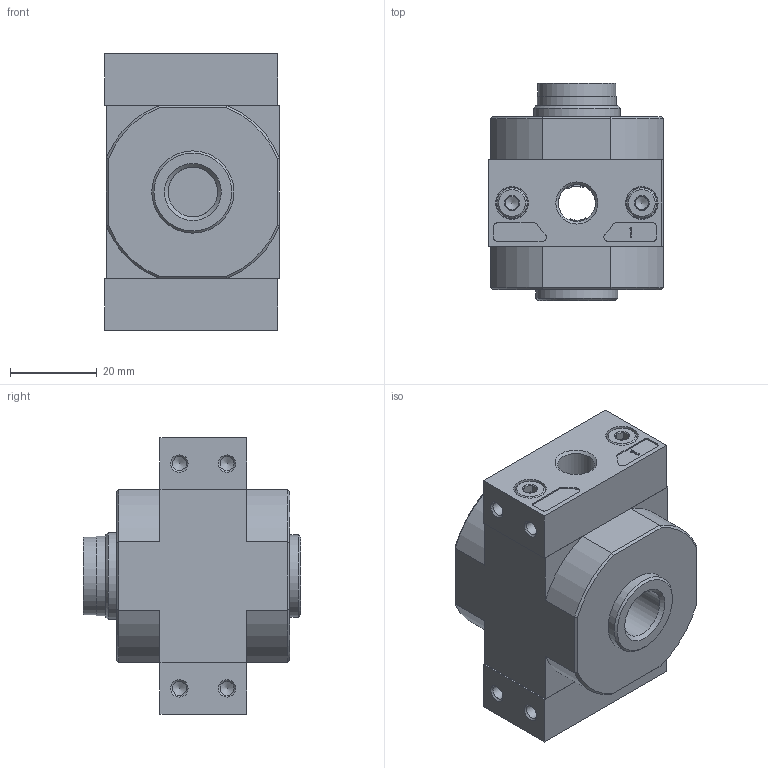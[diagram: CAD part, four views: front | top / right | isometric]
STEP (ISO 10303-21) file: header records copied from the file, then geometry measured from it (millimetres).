
FILE_DESCRIPTION(/* description */ ('STEP AP214'),/* implementation_level */ '2;1');
FILE_NAME(/* name */ '164949_FRM-1_8-D-MINI',/* time_stamp */ '2024-08-28T18:45:11+02:00',/* author */ ('License CC BY-ND 4.0'),/* organization */ ('CADENAS'),/* preprocessor_version */ 'ST-DEVELOPER v19.3',/* originating_system */ 'PARTsolutions',/* authorisation */ ' ');
FILE_SCHEMA (('AUTOMOTIVE_DESIGN {1 0 10303 214 3 1 1}'));
Length unit declared in the file: millimetre
Products named in the file (8): 164949 FRM-1/8-D-MINI; 724703 FRM-...-D-MINI; 359787 LF-D-MINI; 380287 PBL-1/8-D-MINI-R---(0) p1; DIN-912 - M4x16(F); 380285 PBL-1/8-D-MINI-L---(1) p1; DIN-908 G1/4A; 531772 OK-1/4
Assembly tree (11 placements, depth 2):
  164949 FRM-1/8-D-MINI
    724703 FRM-...-D-MINI
    359787 LF-D-MINI  x2
    380287 PBL-1/8-D-MINI-R---(0) p1
    DIN-912 - M4x16(F)  x4
    380285 PBL-1/8-D-MINI-L---(1) p1
    DIN-908 G1/4A
    531772 OK-1/4
Bounding box: 40.4 x 50.2 x 64 mm (x, y, z)
Volume: 70992.9 mm3; surface area: 26911.4 mm2
Topology: 11 solids, 12 shells, 368 faces, 803 edges, 487 vertices
Faces by surface type: plane 171, cone 107, cylinder 87, torus 3
Full cylindrical faces by diameter (mm): 3.242 x8, 4 x4, 5.2 x4, 6.3 x4, 6.5 x2, 7 x4, 7.9 x1, 8.566 x2, 10.6 x1, 11.445 x2, 11.6 x1, 12.01 x1, 12.2 x1, 13.157 x1, 13.3 x1, 15.6 x1, 15.7 x1, 16.2 x1, 18 x1, 18.1 x1, 18.3 x1, 19 x2, 19.1 x1, 20 x1, 37 x1
Entity records: 8033 total; most frequent: CARTESIAN_POINT 1371, DIRECTION 1264, ORIENTED_EDGE 1034, EDGE_CURVE 517, AXIS2_PLACEMENT_3D 508, FACE_BOUND 406, EDGE_LOOP 398, VERTEX_POINT 379
